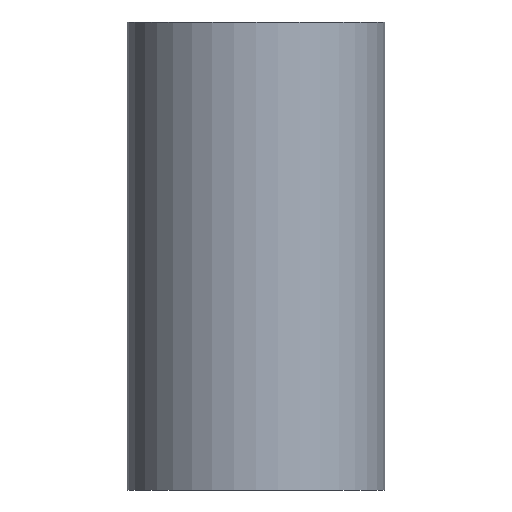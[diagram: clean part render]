
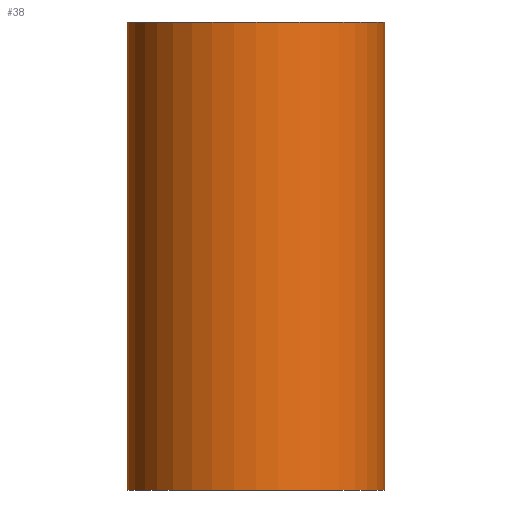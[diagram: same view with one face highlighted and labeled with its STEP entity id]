
A CAD part, front view. The second image highlights one B-rep face of the part: STEP entity #38.
In plain terms, the highlighted cylindrical face has radius 5.5 mm (diameter 11 mm), a full revolution.
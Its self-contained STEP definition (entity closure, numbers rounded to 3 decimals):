
#38=ADVANCED_FACE('',(#48,#49),#44,.T.);
#44=CYLINDRICAL_SURFACE('',#106,5.5);
#48=FACE_BOUND('',#60,.T.);
#49=FACE_BOUND('',#61,.T.);
#60=EDGE_LOOP('',(#72));
#61=EDGE_LOOP('',(#73));
#72=ORIENTED_EDGE('',*,*,#90,.F.);
#73=ORIENTED_EDGE('',*,*,#91,.T.);
#84=VERTEX_POINT('',#146);
#85=VERTEX_POINT('',#148);
#90=EDGE_CURVE('',#84,#84,#96,.T.);
#91=EDGE_CURVE('',#85,#85,#97,.T.);
#96=CIRCLE('',#104,5.5);
#97=CIRCLE('',#105,5.5);
#104=AXIS2_PLACEMENT_3D('',#145,#121,#122);
#105=AXIS2_PLACEMENT_3D('',#147,#123,#124);
#106=AXIS2_PLACEMENT_3D('',#149,#125,#126);
#121=DIRECTION('',(0.,0.,1.));
#122=DIRECTION('',(1.,0.,0.));
#123=DIRECTION('',(0.,0.,1.));
#124=DIRECTION('',(1.,0.,0.));
#125=DIRECTION('',(0.,0.,-1.));
#126=DIRECTION('',(-1.,0.,0.));
#145=CARTESIAN_POINT('',(0.,0.,20.));
#146=CARTESIAN_POINT('',(5.5,0.,20.));
#147=CARTESIAN_POINT('',(0.,0.,0.));
#148=CARTESIAN_POINT('',(5.5,0.,0.));
#149=CARTESIAN_POINT('',(0.,0.,20.));
